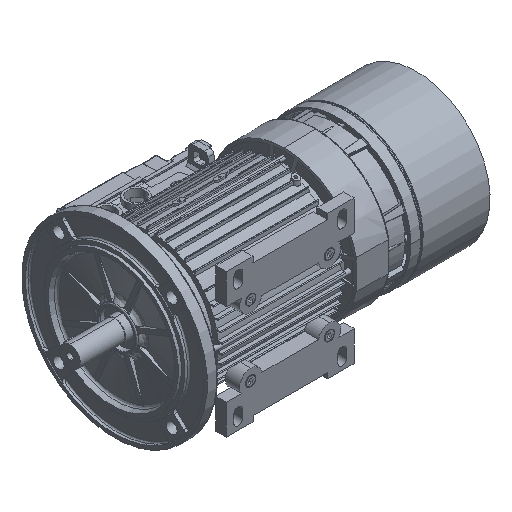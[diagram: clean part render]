
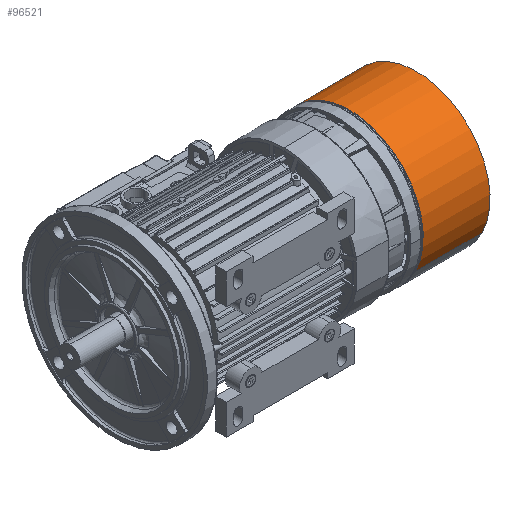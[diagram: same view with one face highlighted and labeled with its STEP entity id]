
A CAD part, isometric view. The second image highlights one B-rep face of the part: STEP entity #96521.
In plain terms, the highlighted cylindrical face has radius 99.2 mm (diameter 198.4 mm), a partial arc.
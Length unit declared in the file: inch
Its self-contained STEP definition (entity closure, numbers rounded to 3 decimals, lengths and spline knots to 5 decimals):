
#1707 = VECTOR ( 'NONE', #83436, 39.37008 ) ;
#10284 = CARTESIAN_POINT ( 'NONE',  ( 10.88382, -3.48618, -1.76056 ) ) ;
#15173 = CYLINDRICAL_SURFACE ( 'NONE', #19495, 3.90551 ) ;
#15999 = CARTESIAN_POINT ( 'NONE',  ( 10.43187, 0., 0. ) ) ;
#17666 = FACE_OUTER_BOUND ( 'NONE', #165341, .T. ) ;
#19495 = AXIS2_PLACEMENT_3D ( 'NONE', #15999, #29486, #27832 ) ;
#22359 = ORIENTED_EDGE ( 'NONE', *, *, #160574, .T. ) ;
#23361 = CARTESIAN_POINT ( 'NONE',  ( 10.88382, 3.48618, 1.76056 ) ) ;
#27832 = DIRECTION ( 'NONE',  ( 0., 0.893, 0.451 ) ) ;
#28368 = VERTEX_POINT ( 'NONE', #10284 ) ;
#29486 = DIRECTION ( 'NONE',  ( -1., 0., 0. ) ) ;
#41166 = CARTESIAN_POINT ( 'NONE',  ( 10.88382, 0., 0. ) ) ;
#45337 = ORIENTED_EDGE ( 'NONE', *, *, #56590, .T. ) ;
#45921 = CIRCLE ( 'NONE', #62031, 3.90551 ) ;
#52411 = DIRECTION ( 'NONE',  ( -1., 0., 0. ) ) ;
#54667 = DIRECTION ( 'NONE',  ( 1., 0., 0. ) ) ;
#56590 = EDGE_CURVE ( 'NONE', #111601, #28368, #45921, .T. ) ;
#61926 = VERTEX_POINT ( 'NONE', #89011 ) ;
#62031 = AXIS2_PLACEMENT_3D ( 'NONE', #41166, #54667, #132364 ) ;
#65060 = CARTESIAN_POINT ( 'NONE',  ( 14.42601, 0., 0. ) ) ;
#70655 = EDGE_CURVE ( 'NONE', #127635, #28368, #147703, .T. ) ;
#83227 = EDGE_CURVE ( 'NONE', #127635, #61926, #106722, .T. ) ;
#83436 = DIRECTION ( 'NONE',  ( -1., 0., 0. ) ) ;
#89011 = CARTESIAN_POINT ( 'NONE',  ( 14.42601, 3.48618, 1.76056 ) ) ;
#93820 = LINE ( 'NONE', #105644, #101398 ) ;
#96521 = ADVANCED_FACE ( 'NONE', ( #17666 ), #15173, .T. ) ;
#101398 = VECTOR ( 'NONE', #145347, 39.37008 ) ;
#102184 = ORIENTED_EDGE ( 'NONE', *, *, #83227, .T. ) ;
#105644 = CARTESIAN_POINT ( 'NONE',  ( 10.43187, 3.48618, 1.76056 ) ) ;
#106722 = CIRCLE ( 'NONE', #155232, 3.90551 ) ;
#107282 = DIRECTION ( 'NONE',  ( 0., 0.893, 0.451 ) ) ;
#111601 = VERTEX_POINT ( 'NONE', #23361 ) ;
#122333 = CARTESIAN_POINT ( 'NONE',  ( 10.43187, -3.48618, -1.76056 ) ) ;
#127635 = VERTEX_POINT ( 'NONE', #146582 ) ;
#132364 = DIRECTION ( 'NONE',  ( 0., 0.893, 0.451 ) ) ;
#144652 = ORIENTED_EDGE ( 'NONE', *, *, #70655, .F. ) ;
#145347 = DIRECTION ( 'NONE',  ( -1., 0., 0. ) ) ;
#146582 = CARTESIAN_POINT ( 'NONE',  ( 14.42601, -3.48618, -1.76056 ) ) ;
#147703 = LINE ( 'NONE', #122333, #1707 ) ;
#155232 = AXIS2_PLACEMENT_3D ( 'NONE', #65060, #52411, #107282 ) ;
#160574 = EDGE_CURVE ( 'NONE', #61926, #111601, #93820, .T. ) ;
#165341 = EDGE_LOOP ( 'NONE', ( #144652, #102184, #22359, #45337 ) ) ;
